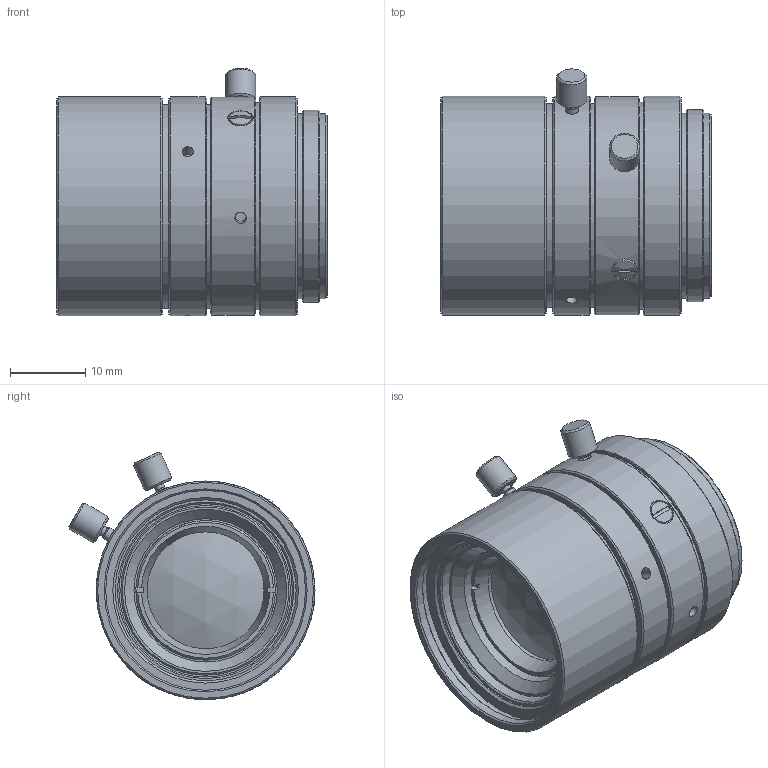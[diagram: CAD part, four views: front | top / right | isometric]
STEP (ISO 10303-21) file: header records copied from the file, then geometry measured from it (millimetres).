
FILE_DESCRIPTION(('STEP AP214'),'1');
FILE_NAME('M2528-MPW3.stp','2024-09-11T03:57:17',(' '),(' '),'Spatial InterOp 3D',' ',' ');
FILE_SCHEMA(('AUTOMOTIVE_DESIGN { 1 0 10303 214 1 1 1 1 }'));
Length unit declared in the file: metre
Products named in the file (2): M2528-MPW3; Component1
Assembly tree (1 placements, depth 2):
  M2528-MPW3
    Component1
Bounding box: 35.88 x 32.61 x 32.8 mm (x, y, z)
Volume: 17156.2 mm3; surface area: 10633.6 mm2
Topology: 1 solids, 6 shells, 190 faces, 400 edges, 261 vertices
Faces by surface type: cylinder 74, plane 71, cone 41, sphere 4
Full cylindrical faces by diameter (mm): 1.3 x2, 1.5 x4, 1.7 x2, 2 x4, 3 x1, 3.4 x1, 4 x2, 10.5 x1, 13 x2, 14 x1, 15 x1, 15.5 x1, 17 x2, 18.5 x2, 19 x2, 19.5 x2, 21.5 x1, 22.5 x3, 22.997 x1, 24 x1, 24.5 x2, 25 x2, 25.5 x2, 26 x1, 26.5 x1, 27 x2, 27.5 x3, 28 x1, 29 x4
Entity records: 6247 total; most frequent: CARTESIAN_POINT 1031, DIRECTION 830, ORIENTED_EDGE 542, AXIS2_PLACEMENT_3D 382, EDGE_LOOP 334, EDGE_CURVE 271, FACE_OUTER_BOUND 244, VERTEX_POINT 225
